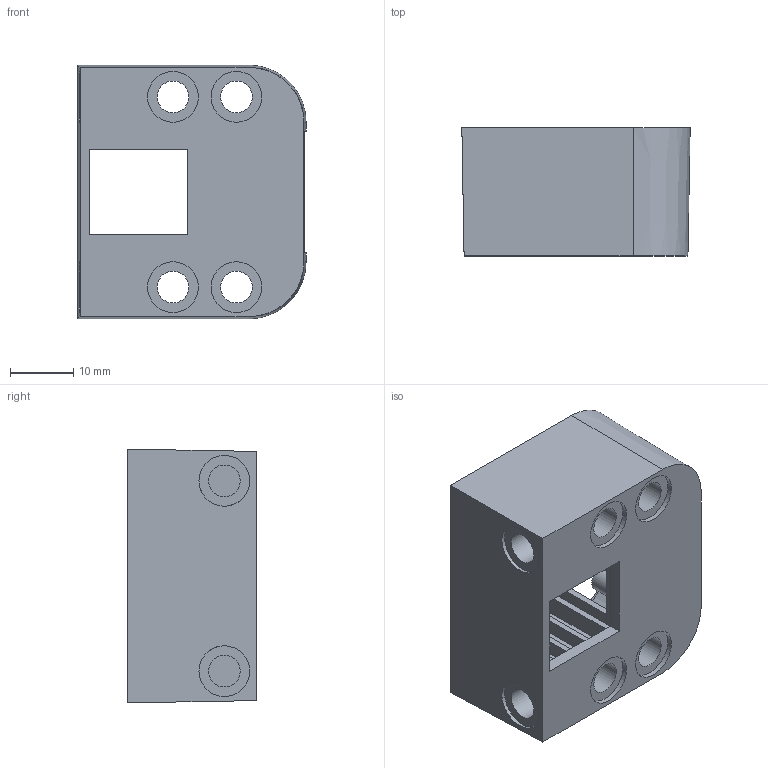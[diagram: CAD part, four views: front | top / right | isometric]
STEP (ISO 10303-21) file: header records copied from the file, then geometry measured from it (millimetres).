
FILE_DESCRIPTION(/* description */ (''),/* implementation_level */ '2;1');
FILE_NAME(/* name */ 'BUCA_1.stp',/* time_stamp */ '2019-06-07T13:30:29+02:00',/* author */ ('Varga Daniel'),/* organization */ (''),/* preprocessor_version */ 'ST-DEVELOPER v18',/* originating_system */ 'Autodesk Inventor 2020',/* authorisation */ '');
FILE_SCHEMA (('AUTOMOTIVE_DESIGN { 1 0 10303 214 3 1 1 }'));
Length unit declared in the file: millimetre
Products named in the file (1): BUCA_1
Bounding box: 36 x 20.2 x 40 mm (x, y, z)
Volume: 8209.5 mm3; surface area: 9648.8 mm2
Topology: 1 solids, 1 shells, 150 faces, 422 edges, 282 vertices
Faces by surface type: plane 126, cylinder 22, cone 2
Full cylindrical faces by diameter (mm): 2 x2, 5 x6, 8 x6
Entity records: 4880 total; most frequent: CARTESIAN_POINT 855, ORIENTED_EDGE 844, DIRECTION 784, EDGE_CURVE 422, LINE 362, VECTOR 362, VERTEX_POINT 282, AXIS2_PLACEMENT_3D 211
